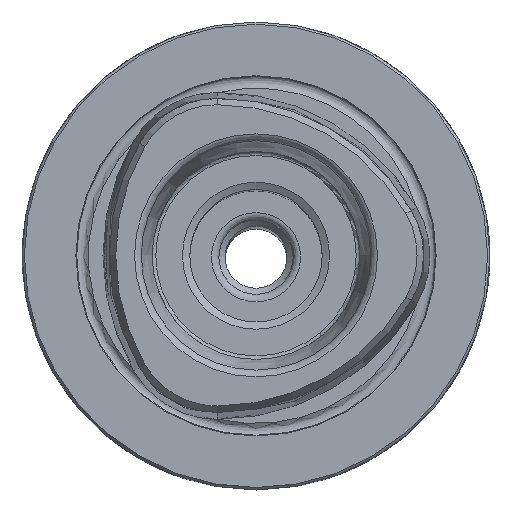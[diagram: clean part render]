
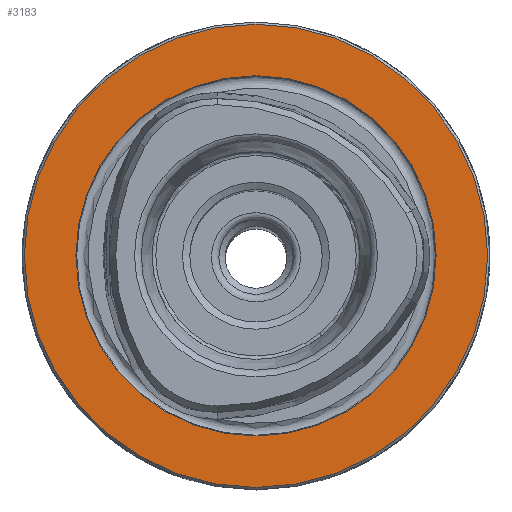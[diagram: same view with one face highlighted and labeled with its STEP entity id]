
A CAD part, top view. The second image highlights one B-rep face of the part: STEP entity #3183.
In plain terms, the highlighted planar face has unit normal (0, 0, 1).
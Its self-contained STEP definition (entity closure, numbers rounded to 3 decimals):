
#610=ORIENTED_EDGE('',*,*,#990,.F.);
#611=ORIENTED_EDGE('',*,*,#991,.T.);
#990=EDGE_CURVE('',#1201,#1201,#1370,.T.);
#991=EDGE_CURVE('',#1202,#1202,#1371,.T.);
#1201=VERTEX_POINT('',#4704);
#1202=VERTEX_POINT('',#4707);
#1370=CIRCLE('',#3414,24.264);
#1371=CIRCLE('',#3416,31.2);
#1528=EDGE_LOOP('',(#610));
#1529=EDGE_LOOP('',(#611));
#1788=FACE_BOUND('',#1528,.T.);
#1789=FACE_BOUND('',#1529,.T.);
#1967=PLANE('',#3415);
#3183=ADVANCED_FACE('',(#1788,#1789),#1967,.T.);
#3414=AXIS2_PLACEMENT_3D('',#4703,#3884,#3885);
#3415=AXIS2_PLACEMENT_3D('',#4705,#3886,#3887);
#3416=AXIS2_PLACEMENT_3D('',#4706,#3888,#3889);
#3884=DIRECTION('',(0.,0.,1.));
#3885=DIRECTION('',(1.,0.,0.));
#3886=DIRECTION('',(0.,0.,1.));
#3887=DIRECTION('',(1.,0.,0.));
#3888=DIRECTION('',(0.,0.,1.));
#3889=DIRECTION('',(1.,0.,0.));
#4703=CARTESIAN_POINT('',(0.,0.,0.));
#4704=CARTESIAN_POINT('',(24.264,0.,0.));
#4705=CARTESIAN_POINT('',(24.2,0.,0.));
#4706=CARTESIAN_POINT('',(0.,0.,0.));
#4707=CARTESIAN_POINT('',(31.2,0.,0.));
